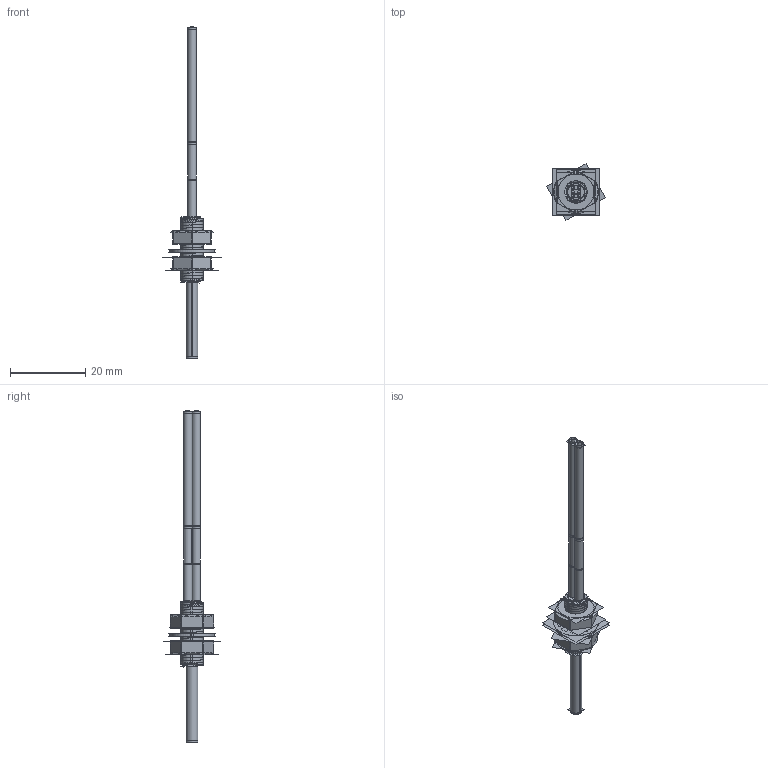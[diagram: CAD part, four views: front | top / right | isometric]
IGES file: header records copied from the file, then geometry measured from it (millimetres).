
Start section:  PTC IGES file: 194025.igs
Global section: file name: 194025.igs; native system: Creo Parametric by Parametric Technology Corporation; preprocessor: 2013230; author: PDMAdmin; organization: Unknown; date: 20160401.085259; units: millimetre
Bounding box: 15.72 x 15.08 x 88.35 mm (x, y, z)
Volume: 1104.8 mm3; surface area: 24222.7 mm2
Topology: 10 solids, 10 shells, 542 faces, 2806 edges, 3615 vertices
Faces by surface type: revolution 398, bspline 144
